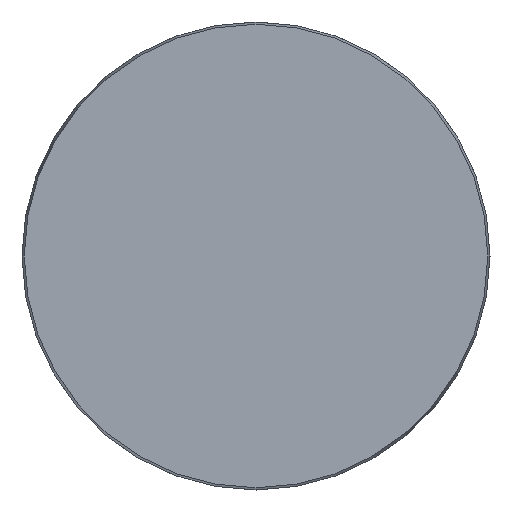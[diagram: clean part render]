
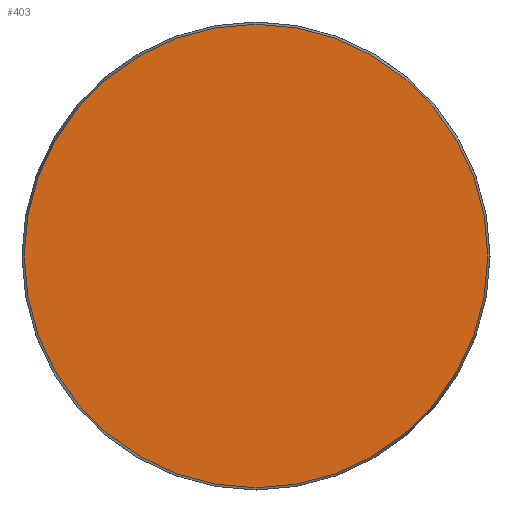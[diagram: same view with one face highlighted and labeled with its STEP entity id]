
A CAD part, front view. The second image highlights one B-rep face of the part: STEP entity #403.
In plain terms, the highlighted planar face has unit normal (0, -1, 0).
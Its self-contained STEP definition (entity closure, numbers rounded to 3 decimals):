
#1 = VERTEX_POINT ( 'NONE', #707 ) ;
#140 = PLANE ( 'NONE',  #738 ) ;
#151 = CIRCLE ( 'NONE', #595, 58.425 ) ;
#206 = DIRECTION ( 'NONE',  ( 0., 1., 0. ) ) ;
#228 = DIRECTION ( 'NONE',  ( 0., -1., 0. ) ) ;
#282 = DIRECTION ( 'NONE',  ( 0., 0., 1. ) ) ;
#403 = ADVANCED_FACE ( 'NONE', ( #498 ), #140, .F. ) ;
#465 = EDGE_LOOP ( 'NONE', ( #708 ) ) ;
#471 = CARTESIAN_POINT ( 'NONE',  ( 0., 0., 0. ) ) ;
#498 = FACE_OUTER_BOUND ( 'NONE', #465, .T. ) ;
#595 = AXIS2_PLACEMENT_3D ( 'NONE', #471, #228, #704 ) ;
#696 = EDGE_CURVE ( 'NONE', #1, #1, #151, .T. ) ;
#704 = DIRECTION ( 'NONE',  ( 0., 0., -1. ) ) ;
#707 = CARTESIAN_POINT ( 'NONE',  ( 0., 0., -58.425 ) ) ;
#708 = ORIENTED_EDGE ( 'NONE', *, *, #696, .T. ) ;
#728 = CARTESIAN_POINT ( 'NONE',  ( -58.425, 0., 0. ) ) ;
#738 = AXIS2_PLACEMENT_3D ( 'NONE', #728, #206, #282 ) ;
